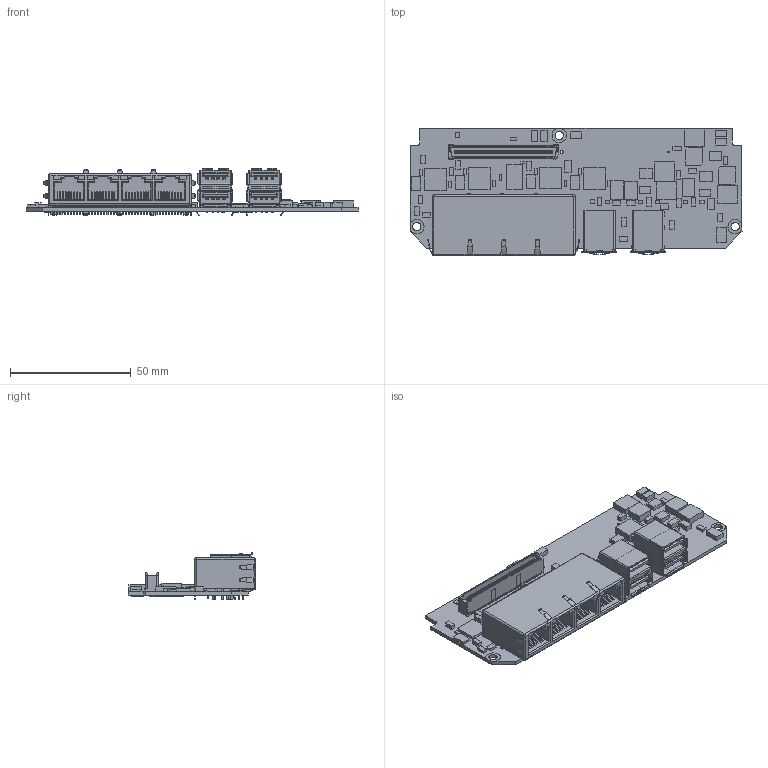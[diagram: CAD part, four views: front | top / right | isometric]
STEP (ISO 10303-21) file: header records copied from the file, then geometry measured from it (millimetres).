
FILE_DESCRIPTION (( 'STEP AP203' ), '1' );
FILE_NAME ('FM-LAN_1V1_asm.STEP', '2018-11-22T16:00:26', ( 'Windows User' ), ( '' ), 'SwSTEP 2.0', 'SolidWorks 2015', '' );
FILE_SCHEMA (( 'CONFIG_CONTROL_DESIGN' ));
Length unit declared in the file: millimetre
Products named in the file (27): 182E10003S-Conn., B2B, 2x50 cont, P0.8mm, Plug, H7; FM-LAN_1V1_board; 147D60000S_FB0603_147D60000S; 123V15001S_PSOP-8-2x2_123V15001S; 131D31540S_SOT-563-6_131D31540S; 130E05403S_SOT23-1A3C-DIOD_130E05403S; 111S30800S_MO-229VCED-2_111S30800S; 180K00801-Conn., USB x2 (dual) Type A, FEM, RA, PC Mount, TH_180K00801; 142D11900S_EMI1012_142D11900S; 151J10250S_C1812_151J10250S; 147D12101S_1206_147D12101S; 151C10680S_C1210H1_9_151C10680S; 147A4R702S_IND7_3x7_3SM_147A4R702S; 151B10730S_C1206H2_5_151B10730S; 147A2R201S_IND7x7_2SM_147A2R201S; 130E30000S_DO214AB_130E30000S; 124S97030S_SO8_124S97030S; 106I20400S_TSSOP28-body173mil_106I20400S; FM-LAN_1V1_asm; 163K04000S_RESNET8P0805_163K04000S; 163K04330S_RESNET8P0805_163K04330S; 163K04103S_RESNET8P0805_163K04103S; 141B25601S_XTAL5x3_4PIN_141B25601S; 111S32000S_WSON5x6mm-8_111S32000S; 132D42200S_SOT23-6L-compulab_132D42200S; 182K06100-Conn., RJ45, Quad port (1x4), W1Gb-T mag and GY LED, RA, TH_182K06100; 116B00060S_QFN-64-9x9mm-pitch0.5mm_+Epad5.84mm_116B00060S
Assembly tree (88 placements, depth 2):
  FM-LAN_1V1_asm
    FM-LAN_1V1_board
    106I20400S_TSSOP28-body173mil_106I20400S
    111S30800S_MO-229VCED-2_111S30800S
    111S32000S_WSON5x6mm-8_111S32000S  x4
    116B00060S_QFN-64-9x9mm-pitch0.5mm_+Epad5.84mm_116B00060S  x4
    123V15001S_PSOP-8-2x2_123V15001S  x3
    124S97030S_SO8_124S97030S  x3
    130E05403S_SOT23-1A3C-DIOD_130E05403S  x4
    130E30000S_DO214AB_130E30000S  x3
    131D31540S_SOT-563-6_131D31540S
    132D42200S_SOT23-6L-compulab_132D42200S  x3
    141B25601S_XTAL5x3_4PIN_141B25601S  x4
    142D11900S_EMI1012_142D11900S  x6
    147A2R201S_IND7x7_2SM_147A2R201S  x2
    147A4R702S_IND7_3x7_3SM_147A4R702S
    147D12101S_1206_147D12101S  x7
    147D60000S_FB0603_147D60000S
    151B10730S_C1206H2_5_151B10730S  x7
    151C10680S_C1210H1_9_151C10680S  x9
    151J10250S_C1812_151J10250S
    163K04000S_RESNET8P0805_163K04000S  x3
    163K04103S_RESNET8P0805_163K04103S  x13
    163K04330S_RESNET8P0805_163K04330S  x2
    180K00801-Conn., USB x2 (dual) Type A, FEM, RA, PC Mount, TH_180K00801  x2
    182E10003S-Conn., B2B, 2x50 cont, P0.8mm, Plug, H7
    182K06100-Conn., RJ45, Quad port (1x4), W1Gb-T mag and GY LED, RA, TH_182K06100
Bounding box: 137.63 x 52.94 x 19.66 mm (x, y, z)
Volume: 35459.3 mm3; surface area: 35052.1 mm2
Topology: 304 solids, 304 shells, 6255 faces, 16198 edges, 10696 vertices
Faces by surface type: plane 5410, cylinder 769, bspline 64, cone 8, torus 4
Entity records: 167860 total; most frequent: CARTESIAN_POINT 31025, ORIENTED_EDGE 27990, DIRECTION 25705, EDGE_CURVE 13995, LINE 12501, VECTOR 12501, VERTEX_POINT 9232, AXIS2_PLACEMENT_3D 6602
